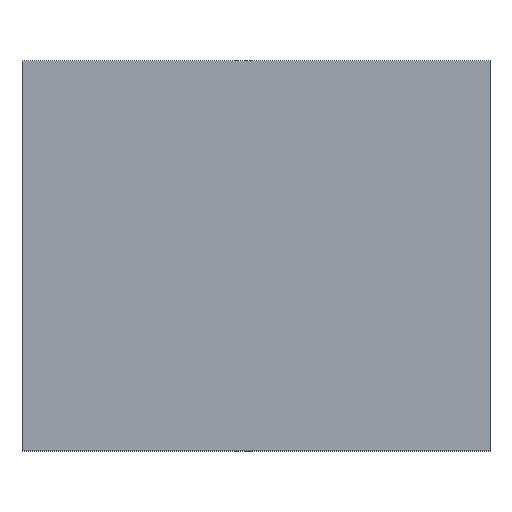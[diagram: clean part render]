
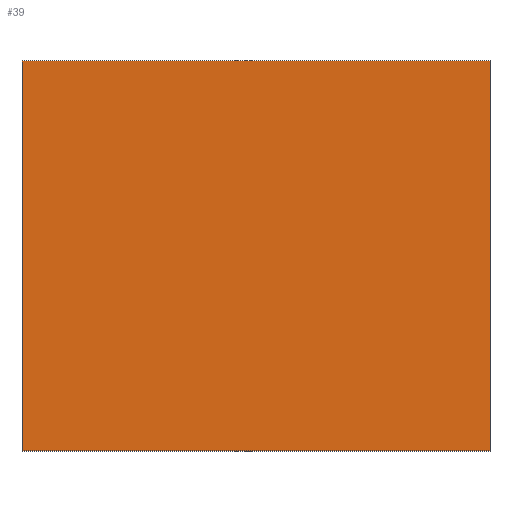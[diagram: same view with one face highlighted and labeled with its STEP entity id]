
A CAD part, top view. The second image highlights one B-rep face of the part: STEP entity #39.
In plain terms, the highlighted planar face has unit normal (0, 0, 1).
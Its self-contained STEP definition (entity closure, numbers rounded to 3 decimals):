
#6 = VECTOR ( 'NONE', #183, 1000. ) ;
#11 = EDGE_CURVE ( 'NONE', #158, #89, #202, .T. ) ;
#19 = CARTESIAN_POINT ( 'NONE',  ( 152.4, -127., 0.75 ) ) ;
#26 = EDGE_CURVE ( 'NONE', #89, #203, #161, .T. ) ;
#32 = CARTESIAN_POINT ( 'NONE',  ( 152.4, 127., 0.75 ) ) ;
#34 = AXIS2_PLACEMENT_3D ( 'NONE', #140, #42, #53 ) ;
#36 = FACE_OUTER_BOUND ( 'NONE', #51, .T. ) ;
#39 = ADVANCED_FACE ( 'NONE', ( #36 ), #54, .T. ) ;
#42 = DIRECTION ( 'NONE',  ( 0., 0., 1. ) ) ;
#51 = EDGE_LOOP ( 'NONE', ( #83, #211, #104, #73 ) ) ;
#53 = DIRECTION ( 'NONE',  ( 1., 0., 0. ) ) ;
#54 = PLANE ( 'NONE',  #34 ) ;
#56 = VECTOR ( 'NONE', #152, 1000. ) ;
#66 = LINE ( 'NONE', #101, #56 ) ;
#73 = ORIENTED_EDGE ( 'NONE', *, *, #147, .T. ) ;
#83 = ORIENTED_EDGE ( 'NONE', *, *, #11, .T. ) ;
#86 = VERTEX_POINT ( 'NONE', #32 ) ;
#89 = VERTEX_POINT ( 'NONE', #93 ) ;
#93 = CARTESIAN_POINT ( 'NONE',  ( -152.4, -127., 0.75 ) ) ;
#101 = CARTESIAN_POINT ( 'NONE',  ( 152.4, -127., 0.75 ) ) ;
#104 = ORIENTED_EDGE ( 'NONE', *, *, #215, .T. ) ;
#107 = DIRECTION ( 'NONE',  ( -1., 0., 0. ) ) ;
#116 = CARTESIAN_POINT ( 'NONE',  ( 152.4, -127., 0.75 ) ) ;
#117 = CARTESIAN_POINT ( 'NONE',  ( 152.4, 127., 0.75 ) ) ;
#120 = LINE ( 'NONE', #117, #134 ) ;
#126 = CARTESIAN_POINT ( 'NONE',  ( -152.4, 127., 0.75 ) ) ;
#134 = VECTOR ( 'NONE', #107, 1000. ) ;
#136 = DIRECTION ( 'NONE',  ( 1., 0., 0. ) ) ;
#140 = CARTESIAN_POINT ( 'NONE',  ( 0., 0., 0.75 ) ) ;
#146 = CARTESIAN_POINT ( 'NONE',  ( -152.4, -127., 0.75 ) ) ;
#147 = EDGE_CURVE ( 'NONE', #86, #158, #120, .T. ) ;
#152 = DIRECTION ( 'NONE',  ( 0., 1., 0. ) ) ;
#154 = VECTOR ( 'NONE', #136, 1000. ) ;
#158 = VERTEX_POINT ( 'NONE', #126 ) ;
#161 = LINE ( 'NONE', #19, #154 ) ;
#183 = DIRECTION ( 'NONE',  ( 0., -1., 0. ) ) ;
#202 = LINE ( 'NONE', #146, #6 ) ;
#203 = VERTEX_POINT ( 'NONE', #116 ) ;
#211 = ORIENTED_EDGE ( 'NONE', *, *, #26, .T. ) ;
#215 = EDGE_CURVE ( 'NONE', #203, #86, #66, .T. ) ;
